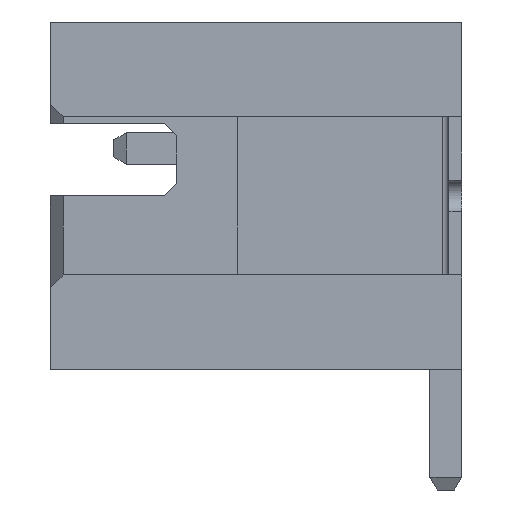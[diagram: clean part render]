
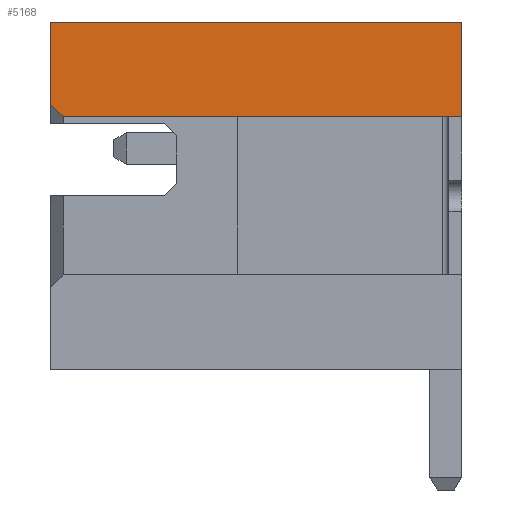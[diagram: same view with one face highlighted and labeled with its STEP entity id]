
A CAD part, left-side view. The second image highlights one B-rep face of the part: STEP entity #5168.
In plain terms, the highlighted planar face has unit normal (-1, 0, 0).
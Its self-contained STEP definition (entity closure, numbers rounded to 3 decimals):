
#265 = VERTEX_POINT ( 'NONE', #1096 ) ;
#304 = VERTEX_POINT ( 'NONE', #1878 ) ;
#371 = FACE_OUTER_BOUND ( 'NONE', #750, .T. ) ;
#729 = EDGE_CURVE ( 'NONE', #3101, #304, #4583, .T. ) ;
#733 = CARTESIAN_POINT ( 'NONE',  ( 0., 0., -5.5 ) ) ;
#746 = CARTESIAN_POINT ( 'NONE',  ( 0., 0., -1.5 ) ) ;
#750 = EDGE_LOOP ( 'NONE', ( #4014, #4830, #2024, #2140, #3466 ) ) ;
#1096 = CARTESIAN_POINT ( 'NONE',  ( 0., 0., 0. ) ) ;
#1145 = CARTESIAN_POINT ( 'NONE',  ( 0., 6.5, -5.5 ) ) ;
#1173 = LINE ( 'NONE', #733, #3228 ) ;
#1502 = DIRECTION ( 'NONE',  ( 0., 0., -1. ) ) ;
#1573 = DIRECTION ( 'NONE',  ( 0., 0., 1. ) ) ;
#1782 = EDGE_CURVE ( 'NONE', #265, #4497, #1173, .T. ) ;
#1878 = CARTESIAN_POINT ( 'NONE',  ( 0., 6.5, -1.3 ) ) ;
#2024 = ORIENTED_EDGE ( 'NONE', *, *, #4258, .T. ) ;
#2140 = ORIENTED_EDGE ( 'NONE', *, *, #5143, .T. ) ;
#2186 = VECTOR ( 'NONE', #3419, 1000. ) ;
#2220 = VECTOR ( 'NONE', #2636, 1000. ) ;
#2257 = LINE ( 'NONE', #4886, #2220 ) ;
#2636 = DIRECTION ( 'NONE',  ( 0., -0.707, -0.707 ) ) ;
#2716 = CARTESIAN_POINT ( 'NONE',  ( 0., 6.3, -1.5 ) ) ;
#2808 = VERTEX_POINT ( 'NONE', #2716 ) ;
#2839 = VECTOR ( 'NONE', #1502, 1000. ) ;
#3013 = CARTESIAN_POINT ( 'NONE',  ( 0., 6.5, -1.5 ) ) ;
#3063 = EDGE_CURVE ( 'NONE', #3101, #265, #3986, .T. ) ;
#3101 = VERTEX_POINT ( 'NONE', #4833 ) ;
#3228 = VECTOR ( 'NONE', #5132, 1000. ) ;
#3419 = DIRECTION ( 'NONE',  ( 0., -1., 0. ) ) ;
#3466 = ORIENTED_EDGE ( 'NONE', *, *, #1782, .F. ) ;
#3986 = LINE ( 'NONE', #5272, #4102 ) ;
#4014 = ORIENTED_EDGE ( 'NONE', *, *, #3063, .F. ) ;
#4102 = VECTOR ( 'NONE', #4865, 1000. ) ;
#4258 = EDGE_CURVE ( 'NONE', #304, #2808, #2257, .T. ) ;
#4497 = VERTEX_POINT ( 'NONE', #746 ) ;
#4583 = LINE ( 'NONE', #1145, #2839 ) ;
#4773 = LINE ( 'NONE', #3013, #2186 ) ;
#4830 = ORIENTED_EDGE ( 'NONE', *, *, #729, .T. ) ;
#4833 = CARTESIAN_POINT ( 'NONE',  ( 0., 6.5, 0. ) ) ;
#4865 = DIRECTION ( 'NONE',  ( 0., -1., 0. ) ) ;
#4886 = CARTESIAN_POINT ( 'NONE',  ( 0., 6.5, -1.3 ) ) ;
#4898 = AXIS2_PLACEMENT_3D ( 'NONE', #5568, #5601, #1573 ) ;
#5132 = DIRECTION ( 'NONE',  ( 0., 0., -1. ) ) ;
#5143 = EDGE_CURVE ( 'NONE', #2808, #4497, #4773, .T. ) ;
#5168 = ADVANCED_FACE ( 'NONE', ( #371 ), #5212, .T. ) ;
#5212 = PLANE ( 'NONE',  #4898 ) ;
#5272 = CARTESIAN_POINT ( 'NONE',  ( 0., 0., 0. ) ) ;
#5568 = CARTESIAN_POINT ( 'NONE',  ( 0., 6.5, -5.5 ) ) ;
#5601 = DIRECTION ( 'NONE',  ( -1., 0., 0. ) ) ;
